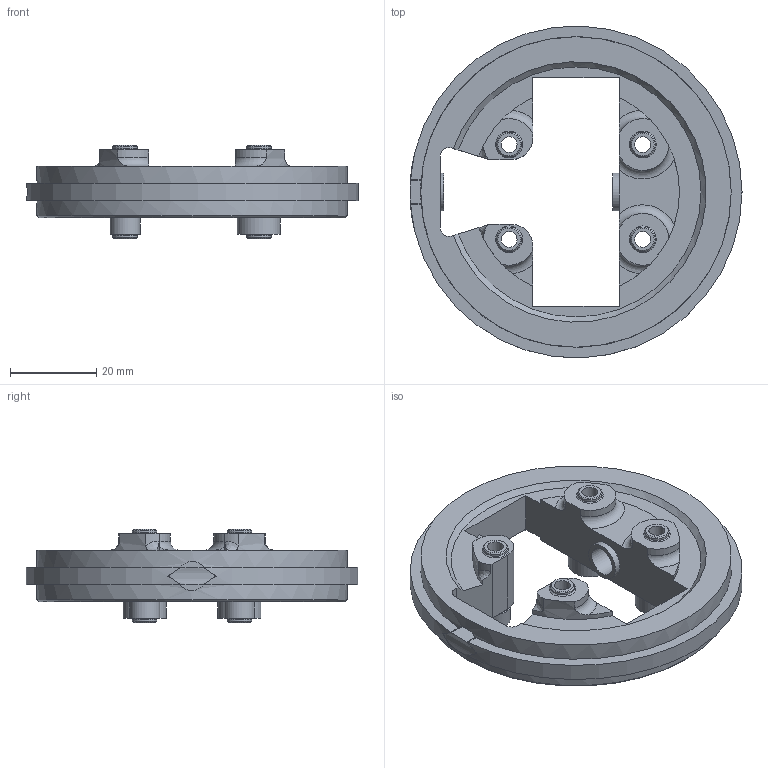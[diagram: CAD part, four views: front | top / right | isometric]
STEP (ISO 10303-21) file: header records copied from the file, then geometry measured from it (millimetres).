
FILE_DESCRIPTION(/* description */ (''),/* implementation_level */ '2;1');
FILE_NAME(/* name */ '1xMain Plate(Seperate)(Support) v1.step',/* time_stamp */ '2025-04-14T12:49:26-04:00',/* author */ (''),/* organization */ (''),/* preprocessor_version */ 'ST-DEVELOPER v20.1',/* originating_system */ 'Autodesk Translation Framework v14.4.0.0',/* authorisation */ '');
FILE_SCHEMA (('AUTOMOTIVE_DESIGN { 1 0 10303 214 3 1 1 }'));
Length unit declared in the file: millimetre
Products named in the file (1): Main Plate
Bounding box: 76.99 x 76.95 x 21.6 mm (x, y, z)
Volume: 33330.3 mm3; surface area: 14565.3 mm2
Topology: 6 solids, 6 shells, 167 faces, 390 edges, 245 vertices
Faces by surface type: plane 72, cylinder 56, cone 31, torus 6, bspline 2
Full cylindrical faces by diameter (mm): 2.7 x1, 3.7 x4, 4.3 x4, 5.7 x8, 6.75 x2, 6.977 x2, 8.75 x2, 10 x2, 72 x2
Entity records: 5231 total; most frequent: CARTESIAN_POINT 1280, DIRECTION 841, ORIENTED_EDGE 780, EDGE_CURVE 390, AXIS2_PLACEMENT_3D 325, VERTEX_POINT 245, EDGE_LOOP 199, LINE 191
